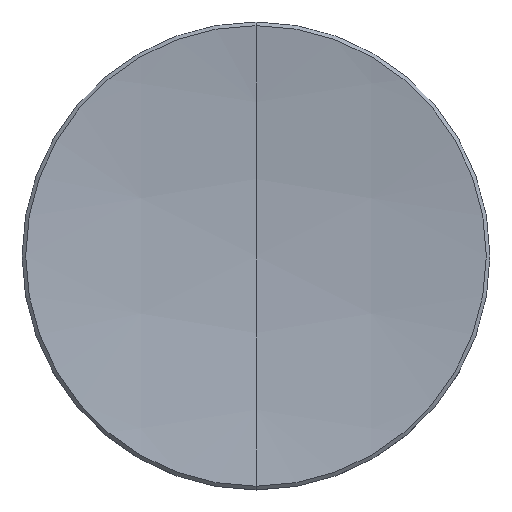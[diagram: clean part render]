
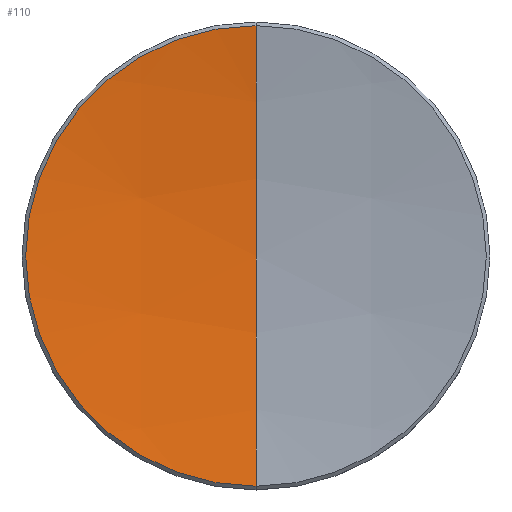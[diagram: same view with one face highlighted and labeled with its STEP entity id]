
A CAD part, top view. The second image highlights one B-rep face of the part: STEP entity #110.
In plain terms, the highlighted spherical face has radius 86.77 mm.
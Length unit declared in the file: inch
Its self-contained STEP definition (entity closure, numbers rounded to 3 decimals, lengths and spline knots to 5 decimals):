
#8 = CARTESIAN_POINT ( 'NONE',  ( 0., 0.4922, 0.08615 ) ) ;
#15 = CARTESIAN_POINT ( 'NONE',  ( 0., 0., 3.46664 ) ) ;
#23 = VERTEX_POINT ( 'NONE', #153 ) ;
#39 = DIRECTION ( 'NONE',  ( 0., 0., 1. ) ) ;
#63 = CARTESIAN_POINT ( 'NONE',  ( 0., 0., 0.0505 ) ) ;
#86 = EDGE_LOOP ( 'NONE', ( #140, #272, #180 ) ) ;
#94 = DIRECTION ( 'NONE',  ( 1., 0., 0. ) ) ;
#99 = EDGE_CURVE ( 'NONE', #218, #118, #170, .T. ) ;
#100 = SPHERICAL_SURFACE ( 'NONE', #255, 3.41614 ) ;
#110 = ADVANCED_FACE ( 'NONE', ( #212 ), #100, .F. ) ;
#116 = DIRECTION ( 'NONE',  ( 0., -1., 0. ) ) ;
#117 = EDGE_CURVE ( 'NONE', #218, #23, #164, .T. ) ;
#118 = VERTEX_POINT ( 'NONE', #63 ) ;
#140 = ORIENTED_EDGE ( 'NONE', *, *, #117, .T. ) ;
#142 = CARTESIAN_POINT ( 'NONE',  ( 0., 0., 0.08615 ) ) ;
#153 = CARTESIAN_POINT ( 'NONE',  ( 0., -0.4922, 0.08615 ) ) ;
#157 = DIRECTION ( 'NONE',  ( 1., 0., 0. ) ) ;
#164 = CIRCLE ( 'NONE', #239, 0.4922 ) ;
#170 = CIRCLE ( 'NONE', #224, 3.41614 ) ;
#180 = ORIENTED_EDGE ( 'NONE', *, *, #99, .F. ) ;
#186 = DIRECTION ( 'NONE',  ( -1., 0., 0. ) ) ;
#210 = DIRECTION ( 'NONE',  ( 0., 1., 0. ) ) ;
#212 = FACE_OUTER_BOUND ( 'NONE', #86, .T. ) ;
#218 = VERTEX_POINT ( 'NONE', #8 ) ;
#224 = AXIS2_PLACEMENT_3D ( 'NONE', #15, #186, #39 ) ;
#239 = AXIS2_PLACEMENT_3D ( 'NONE', #142, #286, #116 ) ;
#249 = CARTESIAN_POINT ( 'NONE',  ( 0., 0., 3.46664 ) ) ;
#252 = EDGE_CURVE ( 'NONE', #23, #118, #290, .T. ) ;
#255 = AXIS2_PLACEMENT_3D ( 'NONE', #279, #157, #210 ) ;
#264 = AXIS2_PLACEMENT_3D ( 'NONE', #249, #94, #271 ) ;
#271 = DIRECTION ( 'NONE',  ( 0., 1., 0. ) ) ;
#272 = ORIENTED_EDGE ( 'NONE', *, *, #252, .T. ) ;
#279 = CARTESIAN_POINT ( 'NONE',  ( 0., 0., 3.46664 ) ) ;
#286 = DIRECTION ( 'NONE',  ( 0., 0., 1. ) ) ;
#290 = CIRCLE ( 'NONE', #264, 3.41614 ) ;
